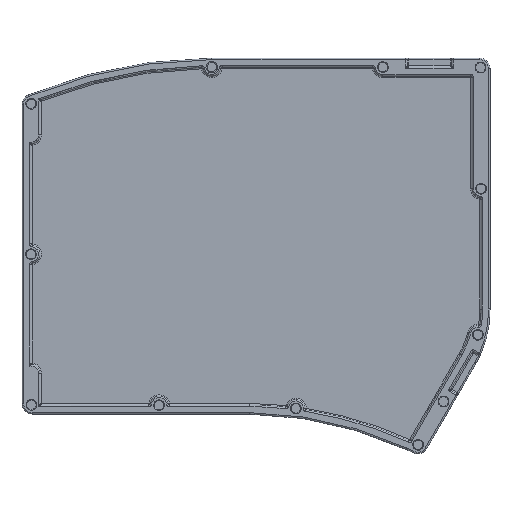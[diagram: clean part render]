
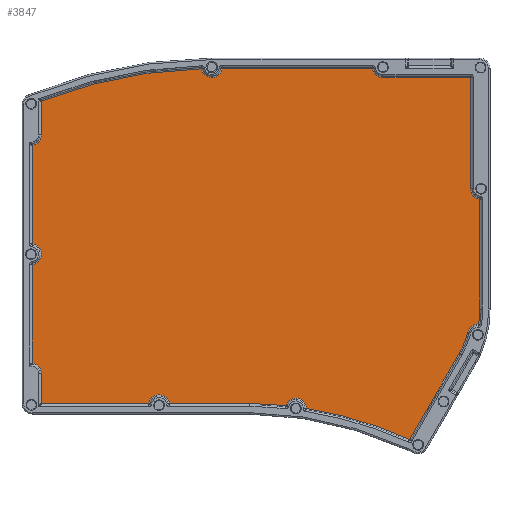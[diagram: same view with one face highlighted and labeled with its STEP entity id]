
A CAD part, top view. The second image highlights one B-rep face of the part: STEP entity #3847.
In plain terms, the highlighted planar face has unit normal (0, 0, 1).
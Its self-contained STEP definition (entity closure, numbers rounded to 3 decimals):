
#101=PLANE('',#4175);
#232=FACE_OUTER_BOUND('',#506,.T.);
#506=EDGE_LOOP('',(#2640,#2641,#2642,#2643,#2644,#2645,#2646,#2647,#2648,
#2649,#2650,#2651,#2652,#2653,#2654,#2655,#2656,#2657,#2658,#2659,#2660,
#2661,#2662,#2663,#2664));
#813=CIRCLE('',#4176,3.5);
#814=CIRCLE('',#4177,3.5);
#815=CIRCLE('',#4178,132.682);
#816=CIRCLE('',#4179,3.5);
#817=CIRCLE('',#4180,132.682);
#818=CIRCLE('',#4181,29.565);
#819=CIRCLE('',#4182,3.5);
#820=CIRCLE('',#4183,32.565);
#821=CIRCLE('',#4184,3.5);
#822=CIRCLE('',#4185,3.5);
#823=CIRCLE('',#4186,3.5);
#824=CIRCLE('',#4187,158.423);
#825=CIRCLE('',#4188,3.5);
#826=CIRCLE('',#4189,3.5);
#1123=LINE('',#6466,#1362);
#1124=LINE('',#6468,#1363);
#1125=LINE('',#6472,#1364);
#1126=LINE('',#6480,#1365);
#1127=LINE('',#6488,#1366);
#1128=LINE('',#6492,#1367);
#1129=LINE('',#6494,#1368);
#1130=LINE('',#6498,#1369);
#1131=LINE('',#6503,#1370);
#1132=LINE('',#6506,#1371);
#1133=LINE('',#6509,#1372);
#1362=VECTOR('',#4879,10.);
#1363=VECTOR('',#4880,0.5);
#1364=VECTOR('',#4883,10.);
#1365=VECTOR('',#4890,10.);
#1366=VECTOR('',#4897,10.);
#1367=VECTOR('',#4900,10.);
#1368=VECTOR('',#4901,0.5);
#1369=VECTOR('',#4904,10.);
#1370=VECTOR('',#4909,10.);
#1371=VECTOR('',#4912,10.);
#1372=VECTOR('',#4915,10.);
#1640=VERTEX_POINT('',#6437);
#1642=VERTEX_POINT('',#6443);
#1647=VERTEX_POINT('',#6453);
#1648=VERTEX_POINT('',#6457);
#1651=VERTEX_POINT('',#6464);
#1652=VERTEX_POINT('',#6467);
#1653=VERTEX_POINT('',#6469);
#1654=VERTEX_POINT('',#6471);
#1655=VERTEX_POINT('',#6473);
#1656=VERTEX_POINT('',#6475);
#1657=VERTEX_POINT('',#6477);
#1658=VERTEX_POINT('',#6479);
#1659=VERTEX_POINT('',#6481);
#1660=VERTEX_POINT('',#6483);
#1661=VERTEX_POINT('',#6485);
#1662=VERTEX_POINT('',#6487);
#1663=VERTEX_POINT('',#6489);
#1664=VERTEX_POINT('',#6491);
#1665=VERTEX_POINT('',#6493);
#1666=VERTEX_POINT('',#6495);
#1667=VERTEX_POINT('',#6497);
#1668=VERTEX_POINT('',#6499);
#1669=VERTEX_POINT('',#6502);
#1670=VERTEX_POINT('',#6505);
#1671=VERTEX_POINT('',#6507);
#2007=EDGE_CURVE('',#1651,#1648,#813,.T.);
#2008=EDGE_CURVE('',#1640,#1651,#1123,.T.);
#2009=EDGE_CURVE('',#1652,#1640,#1124,.T.);
#2010=EDGE_CURVE('',#1653,#1652,#814,.T.);
#2011=EDGE_CURVE('',#1654,#1653,#1125,.T.);
#2012=EDGE_CURVE('',#1655,#1654,#815,.T.);
#2013=EDGE_CURVE('',#1656,#1655,#816,.T.);
#2014=EDGE_CURVE('',#1657,#1656,#817,.T.);
#2015=EDGE_CURVE('',#1658,#1657,#1126,.T.);
#2016=EDGE_CURVE('',#1659,#1658,#818,.T.);
#2017=EDGE_CURVE('',#1660,#1659,#819,.T.);
#2018=EDGE_CURVE('',#1661,#1660,#820,.T.);
#2019=EDGE_CURVE('',#1662,#1661,#1127,.T.);
#2020=EDGE_CURVE('',#1663,#1662,#821,.T.);
#2021=EDGE_CURVE('',#1664,#1663,#1128,.T.);
#2022=EDGE_CURVE('',#1665,#1664,#1129,.T.);
#2023=EDGE_CURVE('',#1666,#1665,#822,.T.);
#2024=EDGE_CURVE('',#1667,#1666,#1130,.T.);
#2025=EDGE_CURVE('',#1668,#1667,#823,.T.);
#2026=EDGE_CURVE('',#1642,#1668,#824,.T.);
#2027=EDGE_CURVE('',#1669,#1642,#1131,.T.);
#2028=EDGE_CURVE('',#1647,#1669,#825,.T.);
#2029=EDGE_CURVE('',#1670,#1647,#1132,.T.);
#2030=EDGE_CURVE('',#1671,#1670,#826,.T.);
#2031=EDGE_CURVE('',#1648,#1671,#1133,.T.);
#2640=ORIENTED_EDGE('',*,*,#2007,.F.);
#2641=ORIENTED_EDGE('',*,*,#2008,.F.);
#2642=ORIENTED_EDGE('',*,*,#2009,.F.);
#2643=ORIENTED_EDGE('',*,*,#2010,.F.);
#2644=ORIENTED_EDGE('',*,*,#2011,.F.);
#2645=ORIENTED_EDGE('',*,*,#2012,.F.);
#2646=ORIENTED_EDGE('',*,*,#2013,.F.);
#2647=ORIENTED_EDGE('',*,*,#2014,.F.);
#2648=ORIENTED_EDGE('',*,*,#2015,.F.);
#2649=ORIENTED_EDGE('',*,*,#2016,.F.);
#2650=ORIENTED_EDGE('',*,*,#2017,.F.);
#2651=ORIENTED_EDGE('',*,*,#2018,.F.);
#2652=ORIENTED_EDGE('',*,*,#2019,.F.);
#2653=ORIENTED_EDGE('',*,*,#2020,.F.);
#2654=ORIENTED_EDGE('',*,*,#2021,.F.);
#2655=ORIENTED_EDGE('',*,*,#2022,.F.);
#2656=ORIENTED_EDGE('',*,*,#2023,.F.);
#2657=ORIENTED_EDGE('',*,*,#2024,.F.);
#2658=ORIENTED_EDGE('',*,*,#2025,.F.);
#2659=ORIENTED_EDGE('',*,*,#2026,.F.);
#2660=ORIENTED_EDGE('',*,*,#2027,.F.);
#2661=ORIENTED_EDGE('',*,*,#2028,.F.);
#2662=ORIENTED_EDGE('',*,*,#2029,.F.);
#2663=ORIENTED_EDGE('',*,*,#2030,.F.);
#2664=ORIENTED_EDGE('',*,*,#2031,.F.);
#3847=ADVANCED_FACE('',(#232),#101,.T.);
#4175=AXIS2_PLACEMENT_3D('',#6463,#4875,#4876);
#4176=AXIS2_PLACEMENT_3D('',#6465,#4877,#4878);
#4177=AXIS2_PLACEMENT_3D('',#6470,#4881,#4882);
#4178=AXIS2_PLACEMENT_3D('',#6474,#4884,#4885);
#4179=AXIS2_PLACEMENT_3D('',#6476,#4886,#4887);
#4180=AXIS2_PLACEMENT_3D('',#6478,#4888,#4889);
#4181=AXIS2_PLACEMENT_3D('',#6482,#4891,#4892);
#4182=AXIS2_PLACEMENT_3D('',#6484,#4893,#4894);
#4183=AXIS2_PLACEMENT_3D('',#6486,#4895,#4896);
#4184=AXIS2_PLACEMENT_3D('',#6490,#4898,#4899);
#4185=AXIS2_PLACEMENT_3D('',#6496,#4902,#4903);
#4186=AXIS2_PLACEMENT_3D('',#6500,#4905,#4906);
#4187=AXIS2_PLACEMENT_3D('',#6501,#4907,#4908);
#4188=AXIS2_PLACEMENT_3D('',#6504,#4910,#4911);
#4189=AXIS2_PLACEMENT_3D('',#6508,#4913,#4914);
#4875=DIRECTION('center_axis',(0.,0.,1.));
#4876=DIRECTION('ref_axis',(1.,0.,0.));
#4877=DIRECTION('center_axis',(0.,0.,1.));
#4878=DIRECTION('ref_axis',(0.764,0.645,0.));
#4879=DIRECTION('',(0.,1.,0.));
#4880=DIRECTION('',(-1.,0.,0.));
#4881=DIRECTION('center_axis',(0.,0.,1.));
#4882=DIRECTION('ref_axis',(0.,1.,0.));
#4883=DIRECTION('',(-1.,0.,0.));
#4884=DIRECTION('center_axis',(0.,0.,1.));
#4885=DIRECTION('ref_axis',(0.059,0.998,0.));
#4886=DIRECTION('center_axis',(0.,0.,1.));
#4887=DIRECTION('ref_axis',(0.129,0.992,0.));
#4888=DIRECTION('center_axis',(0.,0.,1.));
#4889=DIRECTION('ref_axis',(1.,0.,0.));
#4890=DIRECTION('',(-0.5,-0.866,0.));
#4891=DIRECTION('center_axis',(0.,0.,-1.));
#4892=DIRECTION('ref_axis',(0.927,-0.375,0.));
#4893=DIRECTION('center_axis',(0.,0.,1.));
#4894=DIRECTION('ref_axis',(-0.596,0.803,0.));
#4895=DIRECTION('center_axis',(0.,0.,-1.));
#4896=DIRECTION('ref_axis',(0.997,-0.075,0.));
#4897=DIRECTION('',(0.,-1.,0.));
#4898=DIRECTION('center_axis',(0.,0.,1.));
#4899=DIRECTION('ref_axis',(-0.764,-0.645,0.));
#4900=DIRECTION('',(0.,-1.,0.));
#4901=DIRECTION('',(1.,0.,0.));
#4902=DIRECTION('center_axis',(0.,0.,1.));
#4903=DIRECTION('ref_axis',(-0.707,-0.707,0.));
#4904=DIRECTION('',(1.,0.,0.));
#4905=DIRECTION('center_axis',(0.,0.,1.));
#4906=DIRECTION('ref_axis',(0.006,-1.,0.));
#4907=DIRECTION('center_axis',(0.,0.,-1.));
#4908=DIRECTION('ref_axis',(-0.198,0.98,0.));
#4909=DIRECTION('',(0.,1.,0.));
#4910=DIRECTION('center_axis',(0.,0.,1.));
#4911=DIRECTION('ref_axis',(0.764,-0.645,0.));
#4912=DIRECTION('',(0.,1.,0.));
#4913=DIRECTION('center_axis',(0.,0.,1.));
#4914=DIRECTION('ref_axis',(1.,0.,0.));
#4915=DIRECTION('',(0.,1.,0.));
#6437=CARTESIAN_POINT('',(10.5,-118.74,3.));
#6443=CARTESIAN_POINT('',(10.5,-17.264,3.));
#6453=CARTESIAN_POINT('',(7.5,-32.07,3.));
#6457=CARTESIAN_POINT('',(7.5,-105.142,3.));
#6463=CARTESIAN_POINT('Origin',(82.454,-69.225,3.));
#6464=CARTESIAN_POINT('',(10.5,-108.606,3.));
#6465=CARTESIAN_POINT('Origin',(7.,-108.606,3.));
#6466=CARTESIAN_POINT('',(10.5,-92.661,3.));
#6467=CARTESIAN_POINT('',(46.489,-118.739,3.));
#6468=CARTESIAN_POINT('',(64.704,-118.739,3.));
#6469=CARTESIAN_POINT('',(53.417,-118.739,3.));
#6470=CARTESIAN_POINT('Origin',(49.953,-119.239,3.));
#6471=CARTESIAN_POINT('',(80.321,-118.738,3.));
#6472=CARTESIAN_POINT('',(81.387,-118.738,3.));
#6473=CARTESIAN_POINT('',(92.427,-119.436,3.));
#6474=CARTESIAN_POINT('Origin',(78.743,-251.411,3.));
#6475=CARTESIAN_POINT('',(99.31,-120.333,3.));
#6476=CARTESIAN_POINT('Origin',(95.81,-120.335,3.));
#6477=CARTESIAN_POINT('',(133.935,-130.753,3.));
#6478=CARTESIAN_POINT('Origin',(78.743,-251.411,3.));
#6479=CARTESIAN_POINT('',(150.553,-101.985,3.));
#6480=CARTESIAN_POINT('',(144.254,-112.889,3.));
#6481=CARTESIAN_POINT('',(153.469,-94.781,3.));
#6482=CARTESIAN_POINT('Origin',(124.844,-87.386,3.));
#6483=CARTESIAN_POINT('',(157.057,-92.162,3.));
#6484=CARTESIAN_POINT('Origin',(156.858,-95.656,3.));
#6485=CARTESIAN_POINT('',(157.407,-87.017,3.));
#6486=CARTESIAN_POINT('Origin',(124.844,-87.386,3.));
#6487=CARTESIAN_POINT('',(157.407,-50.17,3.));
#6488=CARTESIAN_POINT('',(157.407,-59.466,3.));
#6489=CARTESIAN_POINT('',(154.407,-46.706,3.));
#6490=CARTESIAN_POINT('Origin',(157.907,-46.706,3.));
#6491=CARTESIAN_POINT('',(154.407,-9.398,3.));
#6492=CARTESIAN_POINT('',(154.407,-39.062,3.));
#6493=CARTESIAN_POINT('',(125.,-9.398,3.));
#6494=CARTESIAN_POINT('',(75.047,-9.398,3.));
#6495=CARTESIAN_POINT('',(121.536,-6.398,3.));
#6496=CARTESIAN_POINT('Origin',(125.,-5.898,3.));
#6497=CARTESIAN_POINT('',(71.099,-6.398,3.));
#6498=CARTESIAN_POINT('',(76.545,-6.398,3.));
#6499=CARTESIAN_POINT('',(64.178,-6.447,3.));
#6500=CARTESIAN_POINT('Origin',(67.635,-5.898,3.));
#6501=CARTESIAN_POINT('Origin',(68.164,-164.82,3.));
#6502=CARTESIAN_POINT('',(10.5,-28.606,3.));
#6503=CARTESIAN_POINT('',(10.5,-92.661,3.));
#6504=CARTESIAN_POINT('Origin',(7.,-28.606,3.));
#6505=CARTESIAN_POINT('',(7.5,-65.142,3.));
#6506=CARTESIAN_POINT('',(7.5,-68.515,3.));
#6507=CARTESIAN_POINT('',(7.5,-72.07,3.));
#6508=CARTESIAN_POINT('Origin',(7.,-68.606,3.));
#6509=CARTESIAN_POINT('',(7.5,-92.661,3.));
